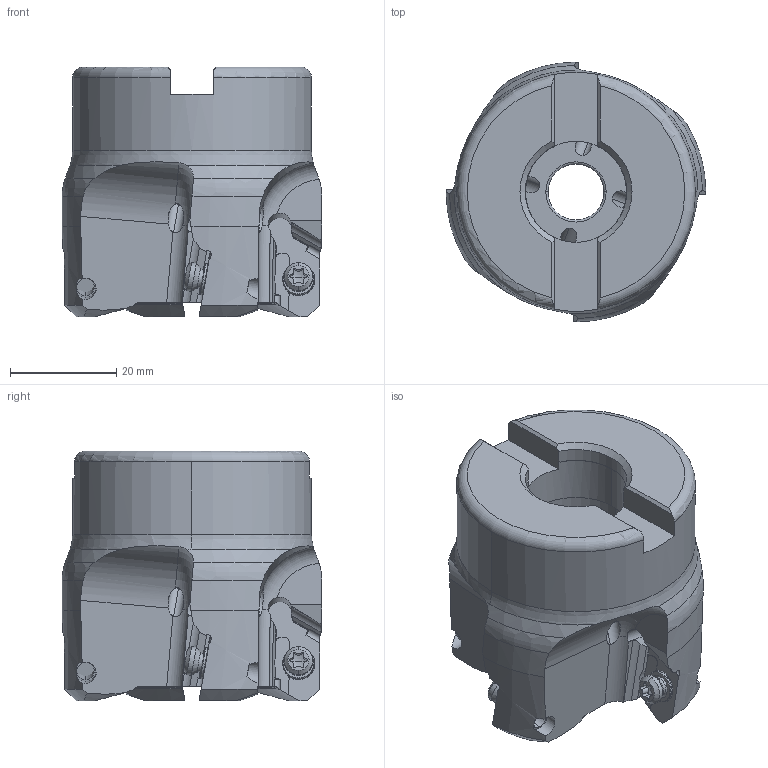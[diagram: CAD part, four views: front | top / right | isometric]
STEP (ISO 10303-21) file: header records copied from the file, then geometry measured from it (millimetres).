
FILE_DESCRIPTION(/* description */ (''),/* implementation_level */ '2;1');
FILE_NAME(/* name */ 'BXD4000R0204B.stp',/* time_stamp */ '2021-09-08T11:40:30+09:00',/* author */ (''),/* organization */ (''),/* preprocessor_version */ 'ST-DEVELOPER v16',/* originating_system */ 'SIEMENS PLM Software NX 10.0',/* authorisation */ '');
FILE_SCHEMA (('AUTOMOTIVE_DESIGN { 1 0 10303 214 3 1 1 1 }'));
Length unit declared in the file: millimetre
Products named in the file (1): BXD4000R0204B_ASM
Bounding box: 48.94 x 48.94 x 47.1 mm (x, y, z)
Volume: 50117.7 mm3; surface area: 13864.4 mm2
Topology: 5 solids, 5 shells, 404 faces, 1287 edges, 886 vertices
Faces by surface type: cylinder 168, plane 118, cone 78, torus 32, sphere 8
Entity records: 17867 total; most frequent: CARTESIAN_POINT 6440, ORIENTED_EDGE 2558, DIRECTION 2268, EDGE_CURVE 1279, AXIS2_PLACEMENT_3D 937, VERTEX_POINT 879, CIRCLE 472, EDGE_LOOP 416
